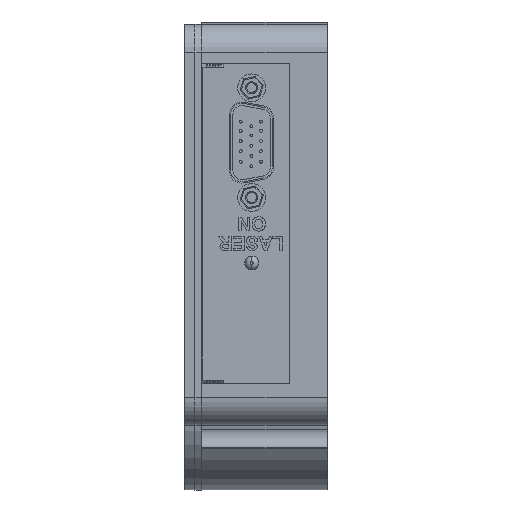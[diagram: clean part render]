
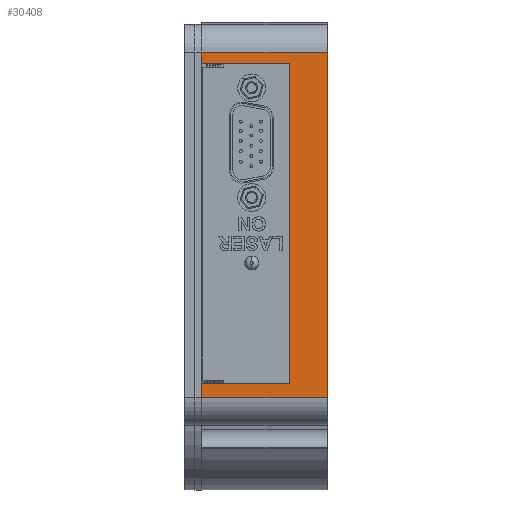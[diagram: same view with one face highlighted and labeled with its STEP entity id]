
A CAD part, left-side view. The second image highlights one B-rep face of the part: STEP entity #30408.
In plain terms, the highlighted planar face has unit normal (-1, 0, 0).
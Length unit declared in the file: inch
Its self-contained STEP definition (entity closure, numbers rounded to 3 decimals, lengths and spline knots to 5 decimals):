
#519 = VERTEX_POINT ( 'NONE', #4347 ) ;
#730 = DIRECTION ( 'NONE',  ( 1., 0., 0. ) ) ;
#796 = ORIENTED_EDGE ( 'NONE', *, *, #21923, .F. ) ;
#1880 = ORIENTED_EDGE ( 'NONE', *, *, #9436, .T. ) ;
#2557 = CARTESIAN_POINT ( 'NONE',  ( -4.225, 0., 2.224 ) ) ;
#2721 = LINE ( 'NONE', #26099, #9515 ) ;
#3906 = EDGE_CURVE ( 'NONE', #9732, #13766, #6328, .T. ) ;
#3981 = CARTESIAN_POINT ( 'NONE',  ( -4.225, 0.34, -0.753 ) ) ;
#4347 = CARTESIAN_POINT ( 'NONE',  ( -4.225, 0.34, 2.123 ) ) ;
#5388 = EDGE_CURVE ( 'NONE', #9732, #11562, #35699, .T. ) ;
#5776 = VECTOR ( 'NONE', #13685, 39.37008 ) ;
#6187 = ORIENTED_EDGE ( 'NONE', *, *, #10499, .F. ) ;
#6328 = LINE ( 'NONE', #31253, #35344 ) ;
#8802 = DIRECTION ( 'NONE',  ( 0., 0., 1. ) ) ;
#9436 = EDGE_CURVE ( 'NONE', #13766, #22001, #33227, .T. ) ;
#9515 = VECTOR ( 'NONE', #8802, 39.37008 ) ;
#9689 = CARTESIAN_POINT ( 'NONE',  ( -4.225, 0.34, 2.123 ) ) ;
#9732 = VERTEX_POINT ( 'NONE', #30354 ) ;
#10085 = VECTOR ( 'NONE', #15125, 39.37008 ) ;
#10152 = VECTOR ( 'NONE', #22899, 39.37008 ) ;
#10499 = EDGE_CURVE ( 'NONE', #519, #33642, #25424, .T. ) ;
#11057 = CARTESIAN_POINT ( 'NONE',  ( -4.225, 1.125, 2.123 ) ) ;
#11562 = VERTEX_POINT ( 'NONE', #23427 ) ;
#13685 = DIRECTION ( 'NONE',  ( 0., 0., 1. ) ) ;
#13766 = VERTEX_POINT ( 'NONE', #20056 ) ;
#14658 = DIRECTION ( 'NONE',  ( 0., -1., 0. ) ) ;
#15125 = DIRECTION ( 'NONE',  ( 0., 1., 0. ) ) ;
#15333 = EDGE_CURVE ( 'NONE', #21023, #11562, #33159, .T. ) ;
#15368 = VECTOR ( 'NONE', #37444, 39.37008 ) ;
#15407 = VERTEX_POINT ( 'NONE', #24232 ) ;
#17251 = EDGE_CURVE ( 'NONE', #21023, #519, #30760, .T. ) ;
#17475 = ORIENTED_EDGE ( 'NONE', *, *, #5388, .F. ) ;
#17478 = ORIENTED_EDGE ( 'NONE', *, *, #3906, .T. ) ;
#17735 = VECTOR ( 'NONE', #30028, 39.37008 ) ;
#18048 = CARTESIAN_POINT ( 'NONE',  ( -4.225, 1.125, 2.224 ) ) ;
#19670 = ORIENTED_EDGE ( 'NONE', *, *, #15333, .T. ) ;
#19950 = CARTESIAN_POINT ( 'NONE',  ( -4.225, 0.34, -0.753 ) ) ;
#20056 = CARTESIAN_POINT ( 'NONE',  ( -4.225, 0., -0.876 ) ) ;
#20808 = CARTESIAN_POINT ( 'NONE',  ( -4.225, 0.34, -0.753 ) ) ;
#20965 = DIRECTION ( 'NONE',  ( 0., 0., -1. ) ) ;
#21023 = VERTEX_POINT ( 'NONE', #3981 ) ;
#21923 = EDGE_CURVE ( 'NONE', #15407, #22001, #23413, .T. ) ;
#22001 = VERTEX_POINT ( 'NONE', #26514 ) ;
#22506 = VECTOR ( 'NONE', #14658, 39.37008 ) ;
#22899 = DIRECTION ( 'NONE',  ( 0., 0., 1. ) ) ;
#23413 = LINE ( 'NONE', #26151, #22506 ) ;
#23427 = CARTESIAN_POINT ( 'NONE',  ( -4.225, 1.125, -0.753 ) ) ;
#23744 = PLANE ( 'NONE',  #25162 ) ;
#24232 = CARTESIAN_POINT ( 'NONE',  ( -4.225, 1.125, 2.224 ) ) ;
#25162 = AXIS2_PLACEMENT_3D ( 'NONE', #18048, #730, #20965 ) ;
#25424 = LINE ( 'NONE', #9689, #17735 ) ;
#26099 = CARTESIAN_POINT ( 'NONE',  ( -4.225, 1.125, 2.224 ) ) ;
#26151 = CARTESIAN_POINT ( 'NONE',  ( -4.225, 1.125, 2.224 ) ) ;
#26514 = CARTESIAN_POINT ( 'NONE',  ( -4.225, 0., 2.224 ) ) ;
#30028 = DIRECTION ( 'NONE',  ( 0., 1., 0. ) ) ;
#30354 = CARTESIAN_POINT ( 'NONE',  ( -4.225, 1.125, -0.876 ) ) ;
#30408 = ADVANCED_FACE ( 'NONE', ( #35925 ), #23744, .F. ) ;
#30760 = LINE ( 'NONE', #19950, #15368 ) ;
#31014 = CARTESIAN_POINT ( 'NONE',  ( -4.225, 1.125, 2.224 ) ) ;
#31253 = CARTESIAN_POINT ( 'NONE',  ( -4.225, 1.125, -0.876 ) ) ;
#32277 = ORIENTED_EDGE ( 'NONE', *, *, #32327, .F. ) ;
#32327 = EDGE_CURVE ( 'NONE', #33642, #15407, #2721, .T. ) ;
#33159 = LINE ( 'NONE', #20808, #10085 ) ;
#33227 = LINE ( 'NONE', #2557, #10152 ) ;
#33642 = VERTEX_POINT ( 'NONE', #11057 ) ;
#34327 = DIRECTION ( 'NONE',  ( 0., -1., 0. ) ) ;
#34501 = EDGE_LOOP ( 'NONE', ( #32277, #6187, #34941, #19670, #17475, #17478, #1880, #796 ) ) ;
#34941 = ORIENTED_EDGE ( 'NONE', *, *, #17251, .F. ) ;
#35344 = VECTOR ( 'NONE', #34327, 39.37008 ) ;
#35699 = LINE ( 'NONE', #31014, #5776 ) ;
#35925 = FACE_OUTER_BOUND ( 'NONE', #34501, .T. ) ;
#37444 = DIRECTION ( 'NONE',  ( 0., 0., 1. ) ) ;
